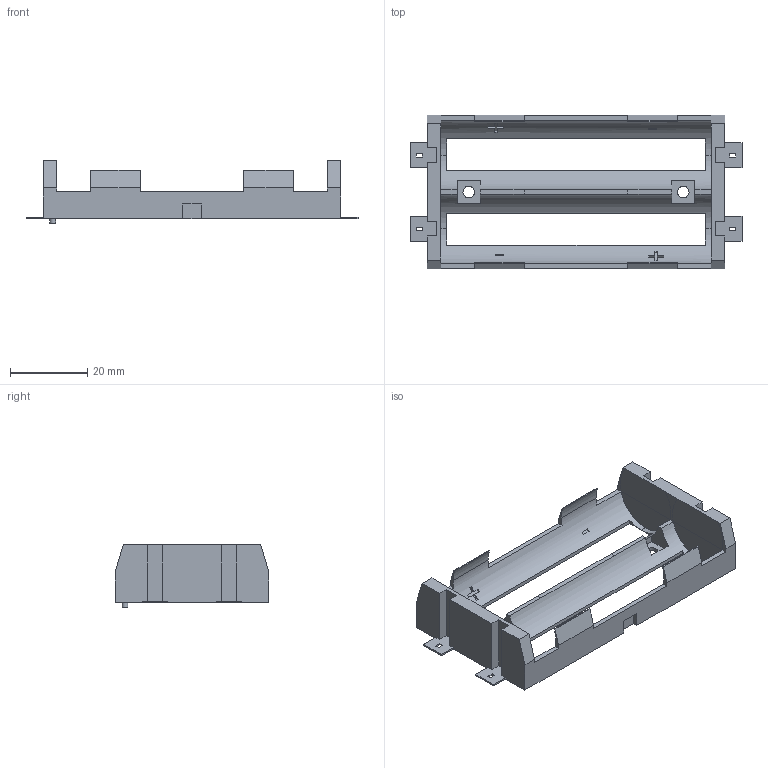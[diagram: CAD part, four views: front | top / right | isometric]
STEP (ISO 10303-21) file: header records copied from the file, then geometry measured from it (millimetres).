
FILE_DESCRIPTION(('FreeCAD Model'),'2;1');
FILE_NAME('Open CASCADE Shape Model','2022-03-31T09:59:03',('Author'),( ''),'Open CASCADE STEP processor 7.5','FreeCAD','Unknown');
FILE_SCHEMA(('AUTOMOTIVE_DESIGN { 1 0 10303 214 1 1 1 1 }'));
Length unit declared in the file: millimetre
Products named in the file (1): Compound
Bounding box: 85.9 x 39.7 x 16.2 mm (x, y, z)
Volume: 9514.8 mm3; surface area: 9592.3 mm2
Topology: 5 solids, 5 shells, 200 faces, 541 edges, 354 vertices
Faces by surface type: plane 155, bspline 32, cylinder 13
Full cylindrical faces by diameter (mm): 1.5 x1, 3 x2
Entity records: 7713 total; most frequent: CARTESIAN_POINT 1608, ORIENTED_EDGE 1082, DIRECTION 837, EDGE_CURVE 541, LINE 391, VECTOR 391, VERTEX_POINT 354, AXIS2_PLACEMENT_3D 223
